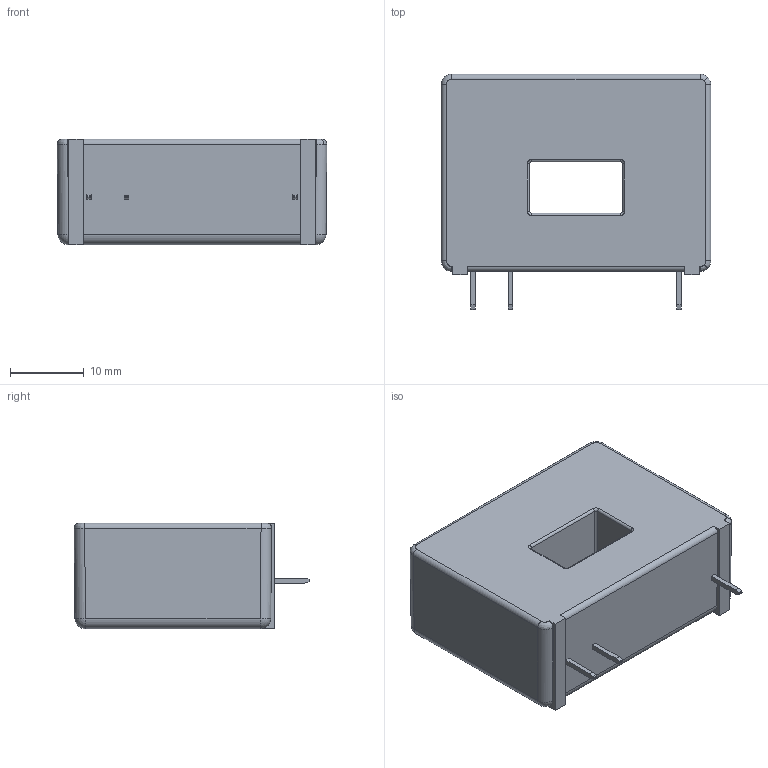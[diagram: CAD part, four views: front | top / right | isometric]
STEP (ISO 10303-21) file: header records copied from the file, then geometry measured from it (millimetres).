
FILE_DESCRIPTION (( 'STEP AP214' ), '1' );
FILE_NAME ('LA 55-P.STEP', '2023-05-25T09:18:04', ( '' ), ( '' ), 'SwSTEP 2.0', 'SolidWorks 2017', '' );
FILE_SCHEMA (( 'AUTOMOTIVE_DESIGN' ));
Length unit declared in the file: millimetre
Products named in the file (1): LA 55-P
Bounding box: 36.6 x 32 x 14.35 mm (x, y, z)
Volume: 12642.4 mm3; surface area: 4058 mm2
Topology: 4 solids, 4 shells, 102 faces, 243 edges, 150 vertices
Faces by surface type: plane 50, cylinder 34, torus 8, bspline 6, sphere 4
Entity records: 3056 total; most frequent: CARTESIAN_POINT 634, DIRECTION 499, ORIENTED_EDGE 486, EDGE_CURVE 243, AXIS2_PLACEMENT_3D 171, LINE 157, VECTOR 157, VERTEX_POINT 150
